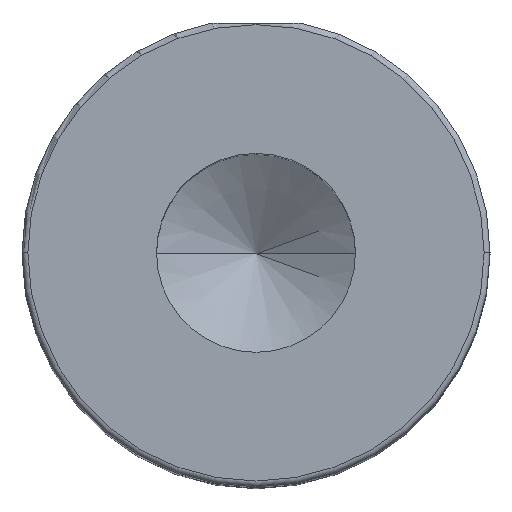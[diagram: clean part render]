
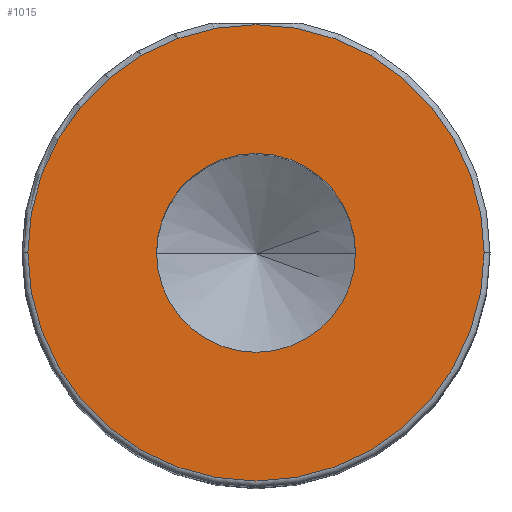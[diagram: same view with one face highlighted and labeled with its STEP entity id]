
A CAD part, top view. The second image highlights one B-rep face of the part: STEP entity #1015.
In plain terms, the highlighted planar face has unit normal (0, 0, 1).
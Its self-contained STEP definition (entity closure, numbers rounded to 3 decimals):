
#48 = CARTESIAN_POINT ( 'NONE',  ( 3.4, 0., 20. ) ) ;
#50 = EDGE_CURVE ( 'NONE', #1291, #1025, #200, .T. ) ;
#60 = CIRCLE ( 'NONE', #490, 7.8 ) ;
#77 = CARTESIAN_POINT ( 'NONE',  ( 7.8, 0., 20. ) ) ;
#84 = ORIENTED_EDGE ( 'NONE', *, *, #50, .F. ) ;
#136 = CARTESIAN_POINT ( 'NONE',  ( 0., 0., 20. ) ) ;
#141 = VERTEX_POINT ( 'NONE', #77 ) ;
#145 = EDGE_LOOP ( 'NONE', ( #922, #1315 ) ) ;
#148 = DIRECTION ( 'NONE',  ( 0., 0., 1. ) ) ;
#152 = PLANE ( 'NONE',  #241 ) ;
#180 = EDGE_CURVE ( 'NONE', #141, #246, #700, .T. ) ;
#200 = CIRCLE ( 'NONE', #797, 3.4 ) ;
#241 = AXIS2_PLACEMENT_3D ( 'NONE', #1174, #888, #261 ) ;
#244 = DIRECTION ( 'NONE',  ( 1., 0., 0. ) ) ;
#246 = VERTEX_POINT ( 'NONE', #1053 ) ;
#261 = DIRECTION ( 'NONE',  ( 1., 0., 0. ) ) ;
#299 = CARTESIAN_POINT ( 'NONE',  ( -3.4, 0., 20. ) ) ;
#346 = AXIS2_PLACEMENT_3D ( 'NONE', #566, #1252, #667 ) ;
#426 = FACE_BOUND ( 'NONE', #702, .T. ) ;
#433 = ORIENTED_EDGE ( 'NONE', *, *, #749, .F. ) ;
#482 = DIRECTION ( 'NONE',  ( 0., 0., 1. ) ) ;
#490 = AXIS2_PLACEMENT_3D ( 'NONE', #136, #867, #244 ) ;
#566 = CARTESIAN_POINT ( 'NONE',  ( 0., 0., 20. ) ) ;
#629 = CIRCLE ( 'NONE', #346, 3.4 ) ;
#658 = AXIS2_PLACEMENT_3D ( 'NONE', #1237, #148, #812 ) ;
#667 = DIRECTION ( 'NONE',  ( 1., 0., 0. ) ) ;
#673 = FACE_OUTER_BOUND ( 'NONE', #145, .T. ) ;
#700 = CIRCLE ( 'NONE', #658, 7.8 ) ;
#702 = EDGE_LOOP ( 'NONE', ( #433, #84 ) ) ;
#749 = EDGE_CURVE ( 'NONE', #1025, #1291, #629, .T. ) ;
#779 = EDGE_CURVE ( 'NONE', #246, #141, #60, .T. ) ;
#797 = AXIS2_PLACEMENT_3D ( 'NONE', #1079, #482, #1185 ) ;
#812 = DIRECTION ( 'NONE',  ( 1., 0., 0. ) ) ;
#867 = DIRECTION ( 'NONE',  ( 0., 0., 1. ) ) ;
#888 = DIRECTION ( 'NONE',  ( 0., 0., 1. ) ) ;
#922 = ORIENTED_EDGE ( 'NONE', *, *, #180, .T. ) ;
#1015 = ADVANCED_FACE ( 'NONE', ( #426, #673 ), #152, .T. ) ;
#1025 = VERTEX_POINT ( 'NONE', #48 ) ;
#1053 = CARTESIAN_POINT ( 'NONE',  ( -7.8, 0., 20. ) ) ;
#1079 = CARTESIAN_POINT ( 'NONE',  ( 0., 0., 20. ) ) ;
#1174 = CARTESIAN_POINT ( 'NONE',  ( 0., 0., 20. ) ) ;
#1185 = DIRECTION ( 'NONE',  ( 1., 0., 0. ) ) ;
#1237 = CARTESIAN_POINT ( 'NONE',  ( 0., 0., 20. ) ) ;
#1252 = DIRECTION ( 'NONE',  ( 0., 0., 1. ) ) ;
#1291 = VERTEX_POINT ( 'NONE', #299 ) ;
#1315 = ORIENTED_EDGE ( 'NONE', *, *, #779, .T. ) ;
